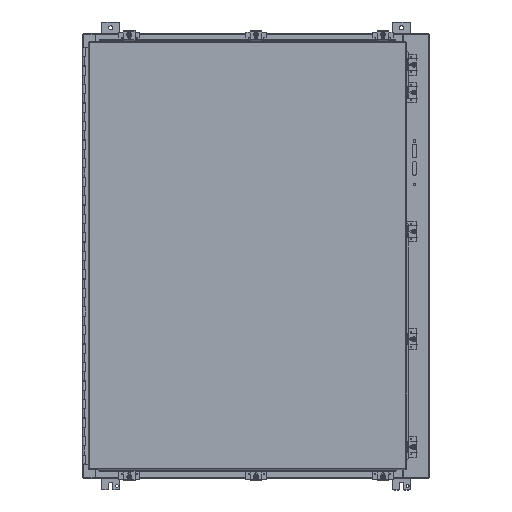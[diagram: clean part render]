
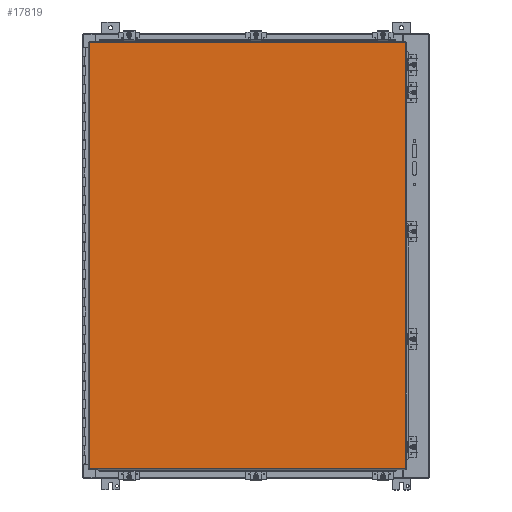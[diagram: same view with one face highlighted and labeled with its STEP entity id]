
A CAD part, top view. The second image highlights one B-rep face of the part: STEP entity #17819.
In plain terms, the highlighted planar face has unit normal (0, 0, 1).
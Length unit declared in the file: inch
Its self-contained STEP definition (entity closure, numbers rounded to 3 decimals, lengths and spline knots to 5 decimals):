
#891=PLANE('',#19210);
#1695=FACE_OUTER_BOUND('',#2641,.T.);
#2641=EDGE_LOOP('',(#14971,#14972,#14973,#14974));
#4293=LINE('',#28435,#6064);
#4299=LINE('',#28516,#6070);
#4305=LINE('',#28598,#6076);
#4312=LINE('',#28679,#6083);
#6064=VECTOR('',#23221,45.977);
#6070=VECTOR('',#23235,34.13325);
#6076=VECTOR('',#23249,45.977);
#6083=VECTOR('',#23266,34.13325);
#8367=VERTEX_POINT('',#28426);
#8368=VERTEX_POINT('',#28434);
#8371=VERTEX_POINT('',#28508);
#8375=VERTEX_POINT('',#28590);
#10626=EDGE_CURVE('',#8368,#8367,#4293,.T.);
#10636=EDGE_CURVE('',#8367,#8371,#4299,.T.);
#10646=EDGE_CURVE('',#8371,#8375,#4305,.T.);
#10657=EDGE_CURVE('',#8375,#8368,#4312,.T.);
#14971=ORIENTED_EDGE('',*,*,#10626,.T.);
#14972=ORIENTED_EDGE('',*,*,#10636,.T.);
#14973=ORIENTED_EDGE('',*,*,#10646,.T.);
#14974=ORIENTED_EDGE('',*,*,#10657,.T.);
#17819=ADVANCED_FACE('',(#1695),#891,.T.);
#19210=AXIS2_PLACEMENT_3D('',#28747,#23276,#23277);
#23221=DIRECTION('',(0.,1.,0.));
#23235=DIRECTION('',(-1.,0.,0.));
#23249=DIRECTION('',(0.,-1.,0.));
#23266=DIRECTION('',(1.,0.,0.));
#23276=DIRECTION('center_axis',(0.,0.,1.));
#23277=DIRECTION('ref_axis',(1.,0.,0.));
#28426=CARTESIAN_POINT('',(34.2385,46.08225,0.074));
#28434=CARTESIAN_POINT('',(34.2385,0.10525,0.074));
#28435=CARTESIAN_POINT('',(34.2385,11.5995,0.074));
#28508=CARTESIAN_POINT('',(0.10525,46.08225,0.074));
#28516=CARTESIAN_POINT('',(25.70519,46.08225,0.074));
#28590=CARTESIAN_POINT('',(0.10525,0.10525,0.074));
#28598=CARTESIAN_POINT('',(0.10525,34.588,0.074));
#28679=CARTESIAN_POINT('',(8.63856,0.10525,0.074));
#28747=CARTESIAN_POINT('Origin',(17.17188,23.09375,0.074));
